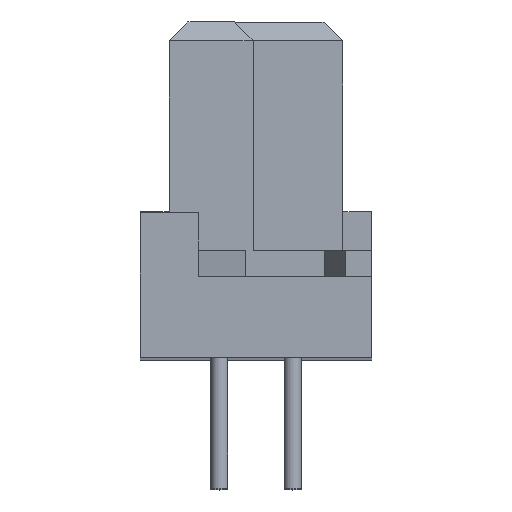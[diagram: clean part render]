
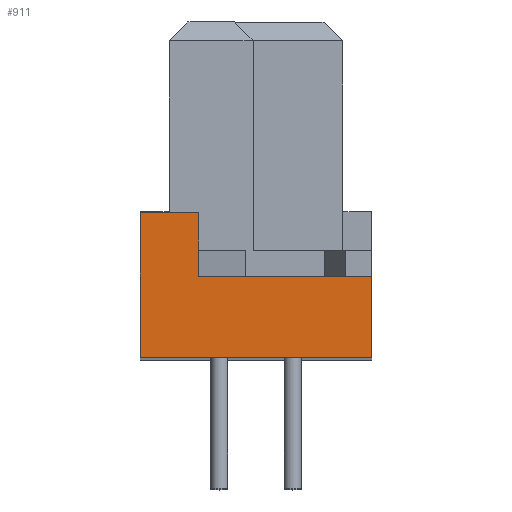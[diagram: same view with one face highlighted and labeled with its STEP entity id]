
A CAD part, top view. The second image highlights one B-rep face of the part: STEP entity #911.
In plain terms, the highlighted planar face has unit normal (0, 0, 1).
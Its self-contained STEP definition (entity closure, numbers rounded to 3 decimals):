
#911=ADVANCED_FACE('',(#1864),#1865,.T.);
#1864=FACE_OUTER_BOUND('',#2858,.T.);
#1865=PLANE('',#2859);
#2858=EDGE_LOOP('',(#5365,#5366,#5367,#5368,#5369,#5370));
#2859=AXIS2_PLACEMENT_3D('',#5371,#5372,#5373);
#5365=ORIENTED_EDGE('',*,*,#6555,.T.);
#5366=ORIENTED_EDGE('',*,*,#6473,.T.);
#5367=ORIENTED_EDGE('',*,*,#6470,.T.);
#5368=ORIENTED_EDGE('',*,*,#6557,.F.);
#5369=ORIENTED_EDGE('',*,*,#6558,.F.);
#5370=ORIENTED_EDGE('',*,*,#6543,.F.);
#5371=CARTESIAN_POINT('',(-0.4,-0.58,54.9));
#5372=DIRECTION('',(0.0,0.0,1.0));
#5373=DIRECTION('',(1.0,-0.0,0.0));
#6470=EDGE_CURVE('',#7904,#7902,#7905,.T.);
#6473=EDGE_CURVE('',#7908,#7904,#7909,.T.);
#6543=EDGE_CURVE('',#8008,#8010,#8011,.T.);
#6555=EDGE_CURVE('',#8008,#7908,#8026,.T.);
#6557=EDGE_CURVE('',#8028,#7902,#8029,.T.);
#6558=EDGE_CURVE('',#8010,#8028,#8030,.T.);
#7902=VERTEX_POINT('',#9870);
#7904=VERTEX_POINT('',#9873);
#7905=LINE('',#9874,#9875);
#7908=VERTEX_POINT('',#9879);
#7909=LINE('',#9880,#9881);
#8008=VERTEX_POINT('',#10030);
#8010=VERTEX_POINT('',#10033);
#8011=LINE('',#10034,#10035);
#8026=LINE('',#10057,#10058);
#8028=VERTEX_POINT('',#10060);
#8029=LINE('',#10061,#10062);
#8030=LINE('',#10063,#10064);
#9870=CARTESIAN_POINT('',(0.,5.0,54.9));
#9873=CARTESIAN_POINT('',(2.02,5.0,54.9));
#9874=CARTESIAN_POINT('',(2.02,5.0,54.9));
#9875=VECTOR('',#11036,1.0);
#9879=CARTESIAN_POINT('',(2.02,2.8,54.9));
#9880=CARTESIAN_POINT('',(2.02,2.8,54.9));
#9881=VECTOR('',#11038,1.0);
#10030=CARTESIAN_POINT('',(8.0,2.8,54.9));
#10033=CARTESIAN_POINT('',(8.0,0.0,54.9));
#10034=CARTESIAN_POINT('',(8.0,2.8,54.9));
#10035=VECTOR('',#11090,1.0);
#10057=CARTESIAN_POINT('',(8.0,2.8,54.9));
#10058=VECTOR('',#11098,1.0);
#10060=CARTESIAN_POINT('',(0.0,0.0,54.9));
#10061=CARTESIAN_POINT('',(0.0,0.0,54.9));
#10062=VECTOR('',#11099,1.0);
#10063=CARTESIAN_POINT('',(8.0,0.0,54.9));
#10064=VECTOR('',#11100,1.0);
#11036=DIRECTION('',(-1.0,0.0,0.0));
#11038=DIRECTION('',(0.0,1.0,0.));
#11090=DIRECTION('',(0.0,-1.0,0.));
#11098=DIRECTION('',(-1.0,0.,0.0));
#11099=DIRECTION('',(0.,1.0,0.0));
#11100=DIRECTION('',(-1.0,0.0,0.0));
